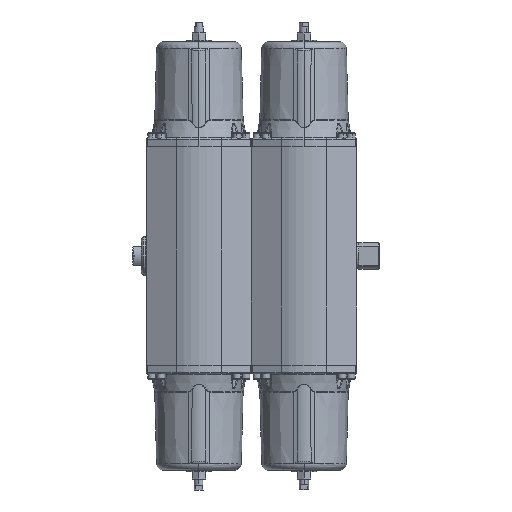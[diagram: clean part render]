
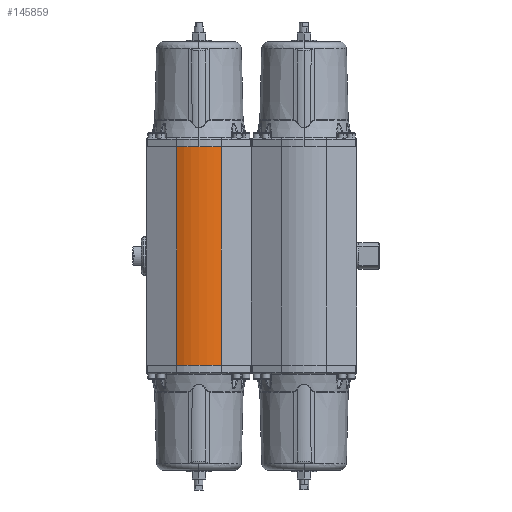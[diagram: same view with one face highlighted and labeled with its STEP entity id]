
A CAD part, left-side view. The second image highlights one B-rep face of the part: STEP entity #145859.
In plain terms, the highlighted cylindrical face has radius 110 mm (diameter 220 mm), a partial arc.
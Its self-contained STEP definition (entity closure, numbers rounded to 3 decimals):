
#3854 = CARTESIAN_POINT ( 'NONE',  ( 0., 347.943, 240.49 ) ) ;
#4576 = CIRCLE ( 'NONE', #130268, 110. ) ;
#4954 = VERTEX_POINT ( 'NONE', #41555 ) ;
#6002 = VECTOR ( 'NONE', #125697, 1000. ) ;
#7535 = CARTESIAN_POINT ( 'NONE',  ( -98.367, 298.71, 240.49 ) ) ;
#8103 = CIRCLE ( 'NONE', #86597, 110. ) ;
#11177 = DIRECTION ( 'NONE',  ( -1., 0., 0. ) ) ;
#21926 = VERTEX_POINT ( 'NONE', #107005 ) ;
#22181 = ORIENTED_EDGE ( 'NONE', *, *, #90722, .F. ) ;
#23750 = DIRECTION ( 'NONE',  ( 1., 0., 0. ) ) ;
#31980 = ORIENTED_EDGE ( 'NONE', *, *, #88142, .T. ) ;
#35398 = CARTESIAN_POINT ( 'NONE',  ( -98.367, 397.176, 240.49 ) ) ;
#36009 = FACE_OUTER_BOUND ( 'NONE', #71643, .T. ) ;
#37219 = AXIS2_PLACEMENT_3D ( 'NONE', #98314, #136071, #23750 ) ;
#41555 = CARTESIAN_POINT ( 'NONE',  ( -110., 347.943, 240.49 ) ) ;
#45654 = DIRECTION ( 'NONE',  ( 0., 0., 1. ) ) ;
#46699 = CYLINDRICAL_SURFACE ( 'NONE', #37219, 110. ) ;
#48160 = LINE ( 'NONE', #111248, #121491 ) ;
#50493 = CARTESIAN_POINT ( 'NONE',  ( 0., 347.943, 240.49 ) ) ;
#52200 = DIRECTION ( 'NONE',  ( -1., 0., 0. ) ) ;
#53932 = VERTEX_POINT ( 'NONE', #35398 ) ;
#61816 = VERTEX_POINT ( 'NONE', #155010 ) ;
#69489 = CARTESIAN_POINT ( 'NONE',  ( 0., 347.943, -240.5 ) ) ;
#71231 = ORIENTED_EDGE ( 'NONE', *, *, #133009, .F. ) ;
#71643 = EDGE_LOOP ( 'NONE', ( #22181, #75029, #31980, #120413, #71231 ) ) ;
#75029 = ORIENTED_EDGE ( 'NONE', *, *, #84054, .F. ) ;
#79249 = DIRECTION ( 'NONE',  ( 0., 0., 1. ) ) ;
#82695 = CIRCLE ( 'NONE', #135164, 110. ) ;
#84054 = EDGE_CURVE ( 'NONE', #21926, #53932, #110121, .T. ) ;
#86597 = AXIS2_PLACEMENT_3D ( 'NONE', #50493, #161320, #11177 ) ;
#88142 = EDGE_CURVE ( 'NONE', #21926, #61816, #82695, .T. ) ;
#90722 = EDGE_CURVE ( 'NONE', #53932, #4954, #4576, .T. ) ;
#98314 = CARTESIAN_POINT ( 'NONE',  ( 0., 347.943, -240.5 ) ) ;
#100264 = CARTESIAN_POINT ( 'NONE',  ( -98.367, 397.176, -240.5 ) ) ;
#101347 = VERTEX_POINT ( 'NONE', #7535 ) ;
#107005 = CARTESIAN_POINT ( 'NONE',  ( -98.367, 397.176, -240.5 ) ) ;
#110121 = LINE ( 'NONE', #100264, #6002 ) ;
#111248 = CARTESIAN_POINT ( 'NONE',  ( -98.367, 298.71, -240.5 ) ) ;
#120243 = DIRECTION ( 'NONE',  ( 1., 0., 0. ) ) ;
#120413 = ORIENTED_EDGE ( 'NONE', *, *, #147643, .T. ) ;
#121491 = VECTOR ( 'NONE', #161418, 1000. ) ;
#125697 = DIRECTION ( 'NONE',  ( 0., 0., 1. ) ) ;
#130268 = AXIS2_PLACEMENT_3D ( 'NONE', #3854, #79249, #52200 ) ;
#133009 = EDGE_CURVE ( 'NONE', #4954, #101347, #8103, .T. ) ;
#135164 = AXIS2_PLACEMENT_3D ( 'NONE', #69489, #45654, #120243 ) ;
#136071 = DIRECTION ( 'NONE',  ( 0., 0., 1. ) ) ;
#145859 = ADVANCED_FACE ( 'NONE', ( #36009 ), #46699, .T. ) ;
#147643 = EDGE_CURVE ( 'NONE', #61816, #101347, #48160, .T. ) ;
#155010 = CARTESIAN_POINT ( 'NONE',  ( -98.367, 298.71, -240.5 ) ) ;
#161320 = DIRECTION ( 'NONE',  ( 0., 0., 1. ) ) ;
#161418 = DIRECTION ( 'NONE',  ( 0., 0., 1. ) ) ;
